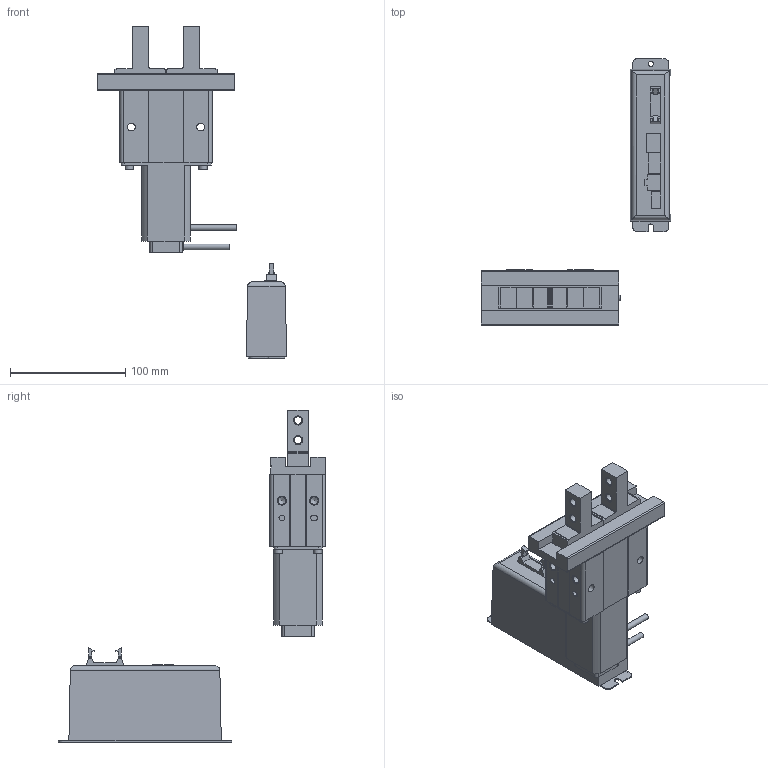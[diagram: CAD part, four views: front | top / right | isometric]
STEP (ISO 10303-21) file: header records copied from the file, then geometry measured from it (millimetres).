
FILE_DESCRIPTION( ( 'STEP AP203' ), '1' );
FILE_NAME( 'LEHZ40K2-30-S16N1(30_0).stp', '2020-03-21T11:33:18', ( 'License CC BY-ND 4.0' ), ( 'CADENAS' ), ' ', 'PARTsolutions', ' ' );
FILE_SCHEMA( ( 'CONFIG_CONTROL_DESIGN' ) );
Length unit declared in the file: millimetre
Products named in the file (4): LEHZ40K2-30-S16N1(30_0); _LEHZ40K2-30(0)_BODY; _MHZ-A4002(0); _LECP6N1
Assembly tree (4 placements, depth 2):
  LEHZ40K2-30-S16N1(30_0)
    _LEHZ40K2-30(0)_BODY
    _MHZ-A4002(0)  x2
    _LECP6N1
Bounding box: 164 x 231.3 x 287.6 mm (x, y, z)
Volume: 738596.3 mm3; surface area: 94347.7 mm2
Topology: 4 solids, 4 shells, 343 faces, 901 edges, 594 vertices
Faces by surface type: plane 260, cylinder 69, cone 14
Full cylindrical faces by diameter (mm): 4.5 x1, 5 x5, 6 x1, 6.647 x6, 6.8 x2, 7 x4
Entity records: 9505 total; most frequent: CARTESIAN_POINT 1638, ORIENTED_EDGE 1570, DIRECTION 1562, EDGE_CURVE 785, LINE 644, VECTOR 644, VERTEX_POINT 535, AXIS2_PLACEMENT_3D 459
